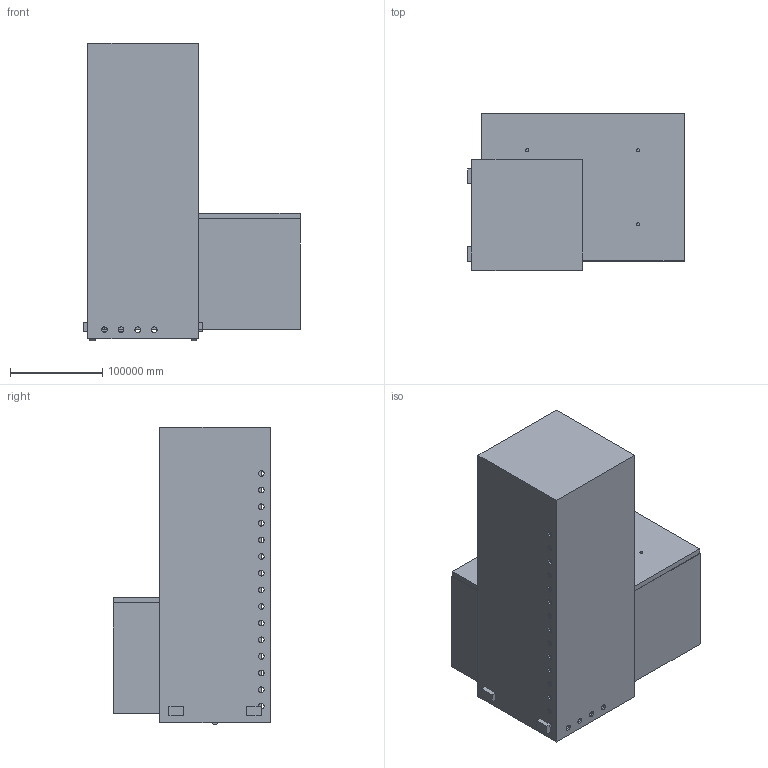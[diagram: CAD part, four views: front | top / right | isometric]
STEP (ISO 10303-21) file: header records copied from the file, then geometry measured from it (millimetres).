
FILE_DESCRIPTION(('FreeCAD Model'),'2;1');
FILE_NAME('Open CASCADE Shape Model','2025-08-25T19:02:17',('Author'),( ''),'Open CASCADE STEP processor 7.8','FreeCAD','Unknown');
FILE_SCHEMA(('AUTOMOTIVE_DESIGN { 1 0 10303 214 1 1 1 1 }'));
Length unit declared in the file: metre
Products named in the file (5): Vault_Lid; Frame_3U; Vault_Base; Shield_Whipple; Robot_Feet
Bounding box: 234500 x 170000 x 322000 mm (x, y, z)
Volume: 1523483174507084 mm3; surface area: 1052095033293.2 mm2
Topology: 8 solids, 8 shells, 371 faces, 941 edges, 610 vertices
Faces by surface type: plane 288, cylinder 83
Full cylindrical faces by diameter (mm): 3300 x17, 6000 x42, 8000 x8
Entity records: 23973 total; most frequent: CARTESIAN_POINT 5300, DIRECTION 3218, LINE 1924, VECTOR 1924, ORIENTED_EDGE 1882, PCURVE 1882, DEFINITIONAL_REPRESENTATION 1882, EDGE_CURVE 941
